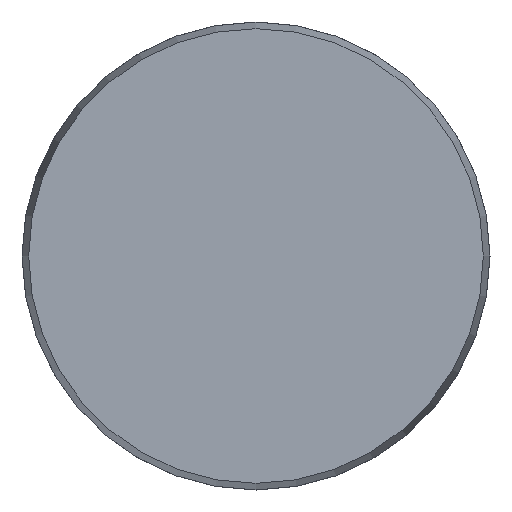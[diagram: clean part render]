
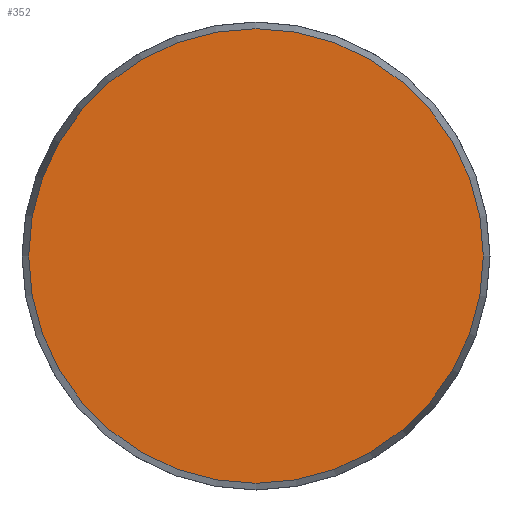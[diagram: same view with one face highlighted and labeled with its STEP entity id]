
A CAD part, front view. The second image highlights one B-rep face of the part: STEP entity #352.
In plain terms, the highlighted planar face has unit normal (0, -1, 0).
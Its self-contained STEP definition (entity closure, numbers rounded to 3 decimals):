
#19 = CARTESIAN_POINT ( 'NONE',  ( 0., 0., 0. ) ) ;
#243 = ORIENTED_EDGE ( 'NONE', *, *, #582, .T. ) ;
#247 = FACE_OUTER_BOUND ( 'NONE', #312, .T. ) ;
#312 = EDGE_LOOP ( 'NONE', ( #243 ) ) ;
#337 = DIRECTION ( 'NONE',  ( 0., -1., 0. ) ) ;
#352 = ADVANCED_FACE ( 'NONE', ( #247 ), #700, .F. ) ;
#412 = VERTEX_POINT ( 'NONE', #542 ) ;
#446 = DIRECTION ( 'NONE',  ( 0., 0., 1. ) ) ;
#449 = DIRECTION ( 'NONE',  ( 0., 1., 0. ) ) ;
#542 = CARTESIAN_POINT ( 'NONE',  ( 0., 0., -29.143 ) ) ;
#569 = CARTESIAN_POINT ( 'NONE',  ( -29.143, 0., 0. ) ) ;
#582 = EDGE_CURVE ( 'NONE', #412, #412, #621, .T. ) ;
#621 = CIRCLE ( 'NONE', #633, 29.143 ) ;
#633 = AXIS2_PLACEMENT_3D ( 'NONE', #19, #337, #768 ) ;
#700 = PLANE ( 'NONE',  #703 ) ;
#703 = AXIS2_PLACEMENT_3D ( 'NONE', #569, #449, #446 ) ;
#768 = DIRECTION ( 'NONE',  ( 0., 0., -1. ) ) ;
